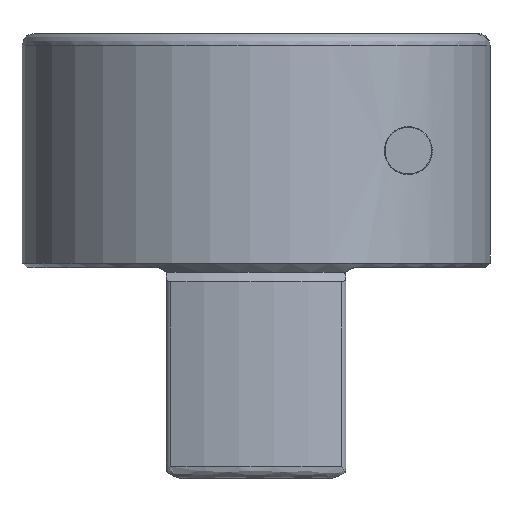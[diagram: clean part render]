
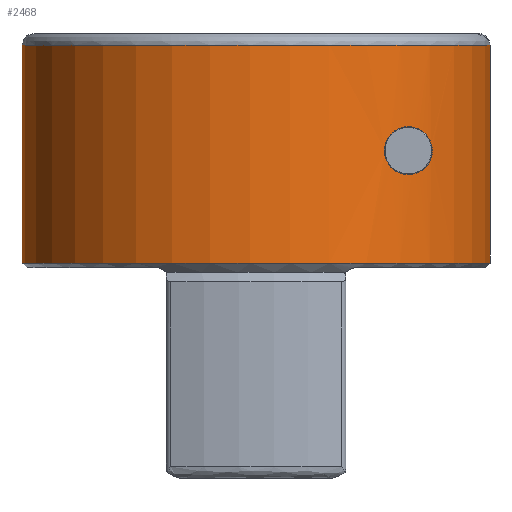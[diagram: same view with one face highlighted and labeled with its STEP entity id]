
A CAD part, front view. The second image highlights one B-rep face of the part: STEP entity #2468.
In plain terms, the highlighted cylindrical face has radius 10 mm (diameter 20 mm), a partial arc.
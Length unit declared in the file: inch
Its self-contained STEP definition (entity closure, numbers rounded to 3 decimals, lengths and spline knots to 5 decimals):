
#22 = AXIS2_PLACEMENT_3D ( 'NONE', #1255, #3895, #2573 ) ;
#68 = CARTESIAN_POINT ( 'NONE',  ( 0.29627, -0.25928, 0.17407 ) ) ;
#90 = CARTESIAN_POINT ( 'NONE',  ( 0.28614, -0.27047, 0.20436 ) ) ;
#123 = DIRECTION ( 'NONE',  ( 0., 0., 1. ) ) ;
#124 = LINE ( 'NONE', #3713, #2022 ) ;
#189 = CARTESIAN_POINT ( 'NONE',  ( 0., 0., -0.01181 ) ) ;
#326 = CARTESIAN_POINT ( 'NONE',  ( 0.28435, -0.27231, 0.14843 ) ) ;
#370 = CARTESIAN_POINT ( 'NONE',  ( 0.2786, -0.27823, 0.21091 ) ) ;
#496 = CARTESIAN_POINT ( 'NONE',  ( 0.28939, -0.26695, 0.15448 ) ) ;
#534 = CARTESIAN_POINT ( 'NONE',  ( 0.2377, -0.3139, 0.14083 ) ) ;
#555 = CARTESIAN_POINT ( 'NONE',  ( 0.21819, -0.32771, 0.16253 ) ) ;
#562 = CIRCLE ( 'NONE', #1050, 0.3937 ) ;
#571 = ORIENTED_EDGE ( 'NONE', *, *, #3070, .T. ) ;
#581 = VECTOR ( 'NONE', #3579, 39.37008 ) ;
#609 = LINE ( 'NONE', #3606, #581 ) ;
#670 = CARTESIAN_POINT ( 'NONE',  ( -0.3937, 0., 0.35433 ) ) ;
#716 = CARTESIAN_POINT ( 'NONE',  ( 0.26545, -0.29082, 0.21667 ) ) ;
#840 = ORIENTED_EDGE ( 'NONE', *, *, #4052, .T. ) ;
#921 = VERTEX_POINT ( 'NONE', #670 ) ;
#1036 = CARTESIAN_POINT ( 'NONE',  ( 0.39321, -0.01969, 0.35433 ) ) ;
#1050 = AXIS2_PLACEMENT_3D ( 'NONE', #2061, #1692, #1126 ) ;
#1071 = CARTESIAN_POINT ( 'NONE',  ( 0.29089, -0.26531, 0.15685 ) ) ;
#1126 = DIRECTION ( 'NONE',  ( -1., 0., 0. ) ) ;
#1149 = EDGE_CURVE ( 'NONE', #2686, #1700, #1398, .T. ) ;
#1160 = CARTESIAN_POINT ( 'NONE',  ( 0.24677, -0.30682, 0.13756 ) ) ;
#1177 = CARTESIAN_POINT ( 'NONE',  ( 0.22535, -0.32287, 0.15029 ) ) ;
#1214 = ORIENTED_EDGE ( 'NONE', *, *, #2264, .T. ) ;
#1241 = CARTESIAN_POINT ( 'NONE',  ( 0.21556, -0.32944, 0.17405 ) ) ;
#1253 = ORIENTED_EDGE ( 'NONE', *, *, #1149, .T. ) ;
#1255 = CARTESIAN_POINT ( 'NONE',  ( 0., 0., 0.37402 ) ) ;
#1262 = CARTESIAN_POINT ( 'NONE',  ( 0.21591, -0.32922, 0.17104 ) ) ;
#1367 = CARTESIAN_POINT ( 'NONE',  ( 0.29441, -0.26139, 0.18963 ) ) ;
#1398 = B_SPLINE_CURVE_WITH_KNOTS ( 'NONE', 3,
 ( #2797, #4095, #1160, #534, #1922, #1177, #4159, #555, #2543, #1262, #1241, #2258, #3837, #1832, #1852, #2520, #3157, #3511, #3200, #1515 ),
 .UNSPECIFIED., .F., .F.,
 ( 4, 2, 2, 2, 2, 2, 2, 2, 2, 4 ),
 ( 0.00387, 0.00432, 0.00477, 0.00522, 0.00545, 0.00568, 0.00613, 0.00658, 0.00704, 0.00749 ),
 .UNSPECIFIED. ) ;
#1515 = CARTESIAN_POINT ( 'NONE',  ( 0.25591, -0.29919, 0.21752 ) ) ;
#1523 = DIRECTION ( 'NONE',  ( -1., 0., 0. ) ) ;
#1625 = CARTESIAN_POINT ( 'NONE',  ( 0.25591, -0.29919, 0.13681 ) ) ;
#1692 = DIRECTION ( 'NONE',  ( 0., 0., -1. ) ) ;
#1693 = CIRCLE ( 'NONE', #2235, 0.3937 ) ;
#1700 = VERTEX_POINT ( 'NONE', #1784 ) ;
#1758 = CARTESIAN_POINT ( 'NONE',  ( 0.26077, -0.29502, 0.21752 ) ) ;
#1761 = DIRECTION ( 'NONE',  ( 0., 0., -1. ) ) ;
#1784 = CARTESIAN_POINT ( 'NONE',  ( 0.25591, -0.29919, 0.21752 ) ) ;
#1797 = ORIENTED_EDGE ( 'NONE', *, *, #3569, .T. ) ;
#1832 = CARTESIAN_POINT ( 'NONE',  ( 0.22178, -0.3253, 0.19948 ) ) ;
#1852 = CARTESIAN_POINT ( 'NONE',  ( 0.22526, -0.32293, 0.20394 ) ) ;
#1922 = CARTESIAN_POINT ( 'NONE',  ( 0.2333, -0.31717, 0.14332 ) ) ;
#1957 = ORIENTED_EDGE ( 'NONE', *, *, #2584, .T. ) ;
#2022 = VECTOR ( 'NONE', #1761, 39.37008 ) ;
#2061 = CARTESIAN_POINT ( 'NONE',  ( 0., 0., 0.35433 ) ) ;
#2235 = AXIS2_PLACEMENT_3D ( 'NONE', #189, #123, #1523 ) ;
#2258 = CARTESIAN_POINT ( 'NONE',  ( 0.21553, -0.32946, 0.18298 ) ) ;
#2264 = EDGE_CURVE ( 'NONE', #1700, #2686, #3751, .T. ) ;
#2388 = CARTESIAN_POINT ( 'NONE',  ( 0.29588, -0.25972, 0.17085 ) ) ;
#2468 = ADVANCED_FACE ( 'NONE', ( #2639, #4195 ), #3255, .T. ) ;
#2482 = CARTESIAN_POINT ( 'NONE',  ( -0.3937, 0., -0.01181 ) ) ;
#2520 = CARTESIAN_POINT ( 'NONE',  ( 0.23315, -0.31728, 0.21091 ) ) ;
#2535 = EDGE_LOOP ( 'NONE', ( #1957, #571, #840, #1797 ) ) ;
#2543 = CARTESIAN_POINT ( 'NONE',  ( 0.21723, -0.32835, 0.16526 ) ) ;
#2550 = CARTESIAN_POINT ( 'NONE',  ( 0.26078, -0.29502, 0.13681 ) ) ;
#2569 = CARTESIAN_POINT ( 'NONE',  ( 0.27866, -0.27817, 0.14346 ) ) ;
#2573 = DIRECTION ( 'NONE',  ( -1., 0., 0. ) ) ;
#2584 = EDGE_CURVE ( 'NONE', #3324, #921, #562, .T. ) ;
#2594 = CARTESIAN_POINT ( 'NONE',  ( 0.27444, -0.28234, 0.14101 ) ) ;
#2639 = FACE_BOUND ( 'NONE', #3096, .T. ) ;
#2682 = CARTESIAN_POINT ( 'NONE',  ( 0.29586, -0.25974, 0.18361 ) ) ;
#2686 = VERTEX_POINT ( 'NONE', #3795 ) ;
#2701 = CARTESIAN_POINT ( 'NONE',  ( 0.29445, -0.26134, 0.16483 ) ) ;
#2744 = CARTESIAN_POINT ( 'NONE',  ( 0.27443, -0.28236, 0.21334 ) ) ;
#2797 = CARTESIAN_POINT ( 'NONE',  ( 0.25591, -0.29919, 0.13681 ) ) ;
#3019 = CARTESIAN_POINT ( 'NONE',  ( 0.29337, -0.26256, 0.19243 ) ) ;
#3066 = CARTESIAN_POINT ( 'NONE',  ( 0.28954, -0.26679, 0.20019 ) ) ;
#3070 = EDGE_CURVE ( 'NONE', #921, #3507, #124, .T. ) ;
#3096 = EDGE_LOOP ( 'NONE', ( #1214, #1253 ) ) ;
#3157 = CARTESIAN_POINT ( 'NONE',  ( 0.2376, -0.31398, 0.21345 ) ) ;
#3200 = CARTESIAN_POINT ( 'NONE',  ( 0.25134, -0.30309, 0.21752 ) ) ;
#3255 = CYLINDRICAL_SURFACE ( 'NONE', #22, 0.3937 ) ;
#3324 = VERTEX_POINT ( 'NONE', #1036 ) ;
#3507 = VERTEX_POINT ( 'NONE', #2482 ) ;
#3511 = CARTESIAN_POINT ( 'NONE',  ( 0.24668, -0.30689, 0.21675 ) ) ;
#3531 = VERTEX_POINT ( 'NONE', #4205 ) ;
#3569 = EDGE_CURVE ( 'NONE', #3531, #3324, #609, .T. ) ;
#3579 = DIRECTION ( 'NONE',  ( 0., 0., 1. ) ) ;
#3606 = CARTESIAN_POINT ( 'NONE',  ( 0.39321, -0.01969, 0.37402 ) ) ;
#3713 = CARTESIAN_POINT ( 'NONE',  ( -0.3937, 0., 0.37402 ) ) ;
#3751 = B_SPLINE_CURVE_WITH_KNOTS ( 'NONE', 3,
 ( #3967, #1758, #716, #2744, #370, #90, #3066, #3019, #1367, #2682, #4050, #68, #2388, #2701, #4007, #1071, #496, #3867, #326, #2569, #2594, #4191, #2550, #1625 ),
 .UNSPECIFIED., .F., .F.,
 ( 4, 2, 2, 2, 2, 2, 2, 2, 2, 2, 2, 4 ),
 ( 0., 0.00048, 0.00097, 0.00145, 0.00169, 0.00193, 0.00217, 0.00242, 0.00266, 0.0029, 0.00338, 0.00387 ),
 .UNSPECIFIED. ) ;
#3795 = CARTESIAN_POINT ( 'NONE',  ( 0.25591, -0.29919, 0.13681 ) ) ;
#3837 = CARTESIAN_POINT ( 'NONE',  ( 0.21689, -0.32859, 0.18898 ) ) ;
#3867 = CARTESIAN_POINT ( 'NONE',  ( 0.28612, -0.27044, 0.15029 ) ) ;
#3895 = DIRECTION ( 'NONE',  ( 0., 0., -1. ) ) ;
#3967 = CARTESIAN_POINT ( 'NONE',  ( 0.25591, -0.29919, 0.21752 ) ) ;
#4007 = CARTESIAN_POINT ( 'NONE',  ( 0.29341, -0.26252, 0.16199 ) ) ;
#4050 = CARTESIAN_POINT ( 'NONE',  ( 0.29625, -0.2593, 0.18043 ) ) ;
#4052 = EDGE_CURVE ( 'NONE', #3507, #3531, #1693, .T. ) ;
#4095 = CARTESIAN_POINT ( 'NONE',  ( 0.25134, -0.30309, 0.13681 ) ) ;
#4159 = CARTESIAN_POINT ( 'NONE',  ( 0.22187, -0.32524, 0.15474 ) ) ;
#4191 = CARTESIAN_POINT ( 'NONE',  ( 0.26554, -0.29074, 0.13769 ) ) ;
#4195 = FACE_OUTER_BOUND ( 'NONE', #2535, .T. ) ;
#4205 = CARTESIAN_POINT ( 'NONE',  ( 0.39321, -0.01969, -0.01181 ) ) ;
